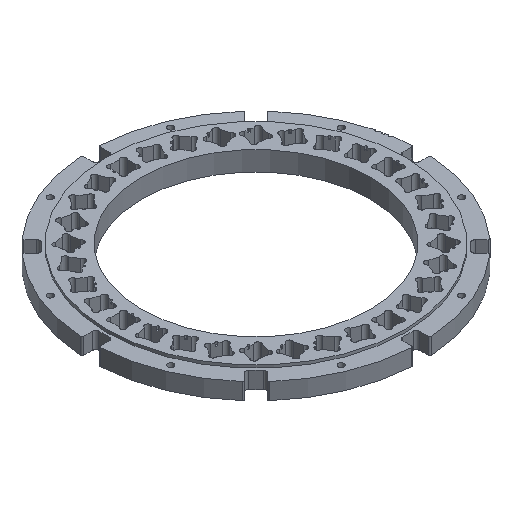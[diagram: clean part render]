
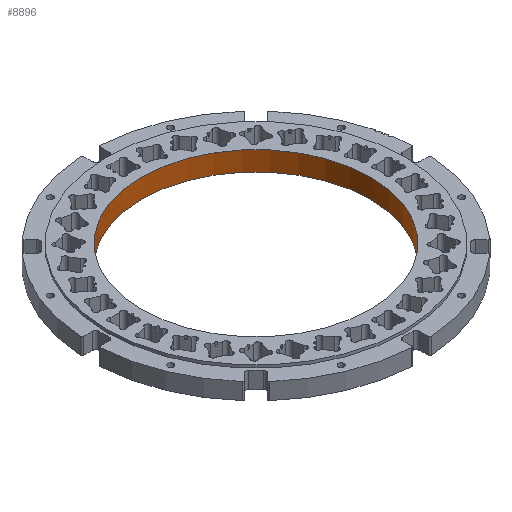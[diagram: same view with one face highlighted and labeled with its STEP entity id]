
A CAD part, isometric view. The second image highlights one B-rep face of the part: STEP entity #8896.
In plain terms, the highlighted cylindrical face has radius 83 mm (diameter 166 mm), a full revolution.
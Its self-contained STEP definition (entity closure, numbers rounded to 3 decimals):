
#751=FACE_OUTER_BOUND('',#1324,.T.);
#1324=EDGE_LOOP('',(#7911,#7912,#7913,#7914));
#1447=CIRCLE('',#9037,83.);
#1725=CIRCLE('',#9448,83.);
#2607=LINE('',#15051,#3407);
#3407=VECTOR('',#12382,83.);
#3570=VERTEX_POINT('',#12835);
#4086=VERTEX_POINT('',#14132);
#4437=EDGE_CURVE('',#3570,#3570,#1447,.T.);
#5085=EDGE_CURVE('',#4086,#4086,#1725,.T.);
#5528=EDGE_CURVE('',#3570,#4086,#2607,.T.);
#7911=ORIENTED_EDGE('',*,*,#4437,.F.);
#7912=ORIENTED_EDGE('',*,*,#5528,.T.);
#7913=ORIENTED_EDGE('',*,*,#5085,.T.);
#7914=ORIENTED_EDGE('',*,*,#5528,.F.);
#8454=CYLINDRICAL_SURFACE('',#9843,83.);
#8896=ADVANCED_FACE('',(#751),#8454,.F.);
#9037=AXIS2_PLACEMENT_3D('',#12836,#10085,#10086);
#9448=AXIS2_PLACEMENT_3D('',#14133,#11277,#11278);
#9843=AXIS2_PLACEMENT_3D('',#15050,#12380,#12381);
#10085=DIRECTION('center_axis',(0.,0.,1.));
#10086=DIRECTION('ref_axis',(1.,0.,0.));
#11277=DIRECTION('center_axis',(0.,0.,1.));
#11278=DIRECTION('ref_axis',(1.,0.,0.));
#12380=DIRECTION('center_axis',(0.,0.,1.));
#12381=DIRECTION('ref_axis',(1.,0.,0.));
#12382=DIRECTION('',(0.,0.,1.));
#12835=CARTESIAN_POINT('',(-83.,0.,-2.));
#12836=CARTESIAN_POINT('Origin',(0.,0.,-2.));
#14132=CARTESIAN_POINT('',(-83.,0.,12.));
#14133=CARTESIAN_POINT('Origin',(0.,0.,12.));
#15050=CARTESIAN_POINT('Origin',(0.,0.,-2.));
#15051=CARTESIAN_POINT('',(-83.,0.,-2.));
